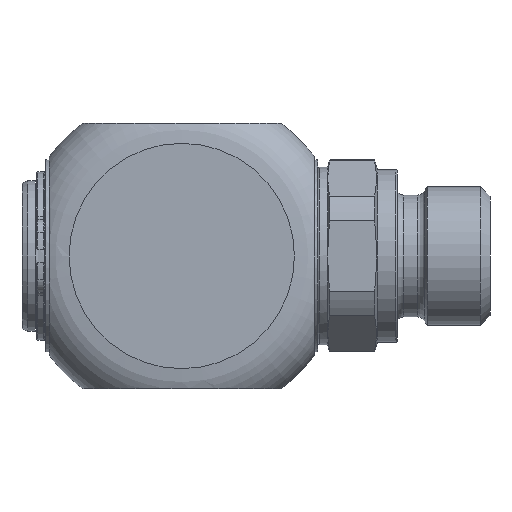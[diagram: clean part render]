
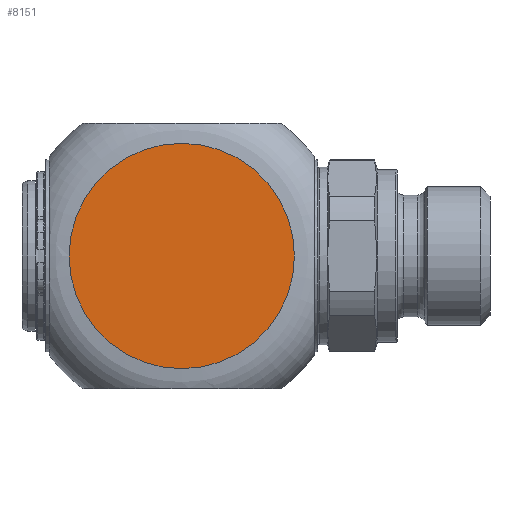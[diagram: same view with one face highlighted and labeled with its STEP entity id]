
A CAD part, front view. The second image highlights one B-rep face of the part: STEP entity #8151.
In plain terms, the highlighted planar face has unit normal (0, -1, 0).
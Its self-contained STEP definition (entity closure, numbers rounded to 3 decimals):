
#954=PLANE('',#8563);
#1462=ORIENTED_EDGE('',*,*,#3137,.T.);
#3137=EDGE_CURVE('',#3992,#3992,#4370,.T.);
#3992=VERTEX_POINT('',#11737);
#4370=CIRCLE('',#8554,17.);
#4551=EDGE_LOOP('',(#1462));
#5039=FACE_BOUND('',#4551,.T.);
#8151=ADVANCED_FACE('',(#5039),#954,.F.);
#8554=AXIS2_PLACEMENT_3D('',#11736,#9008,#9009);
#8563=AXIS2_PLACEMENT_3D('',#11810,#9027,#9028);
#9008=DIRECTION('',(0.,-1.,0.));
#9009=DIRECTION('',(-1.,0.,0.));
#9027=DIRECTION('',(0.,1.,0.));
#9028=DIRECTION('',(1.,0.,0.));
#11736=CARTESIAN_POINT('',(20.7,-15.,0.));
#11737=CARTESIAN_POINT('',(3.7,-15.,0.));
#11810=CARTESIAN_POINT('',(0.7,-15.,20.));
